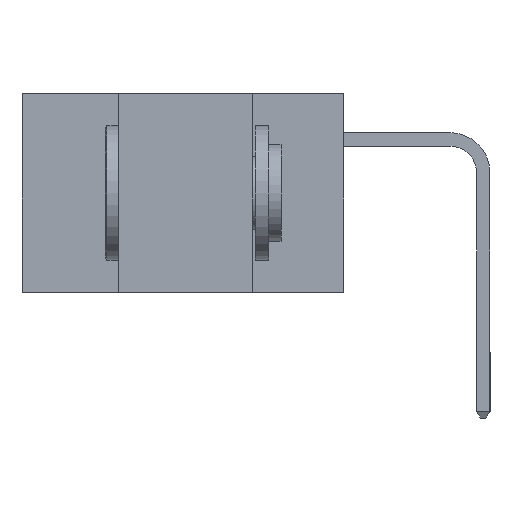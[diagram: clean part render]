
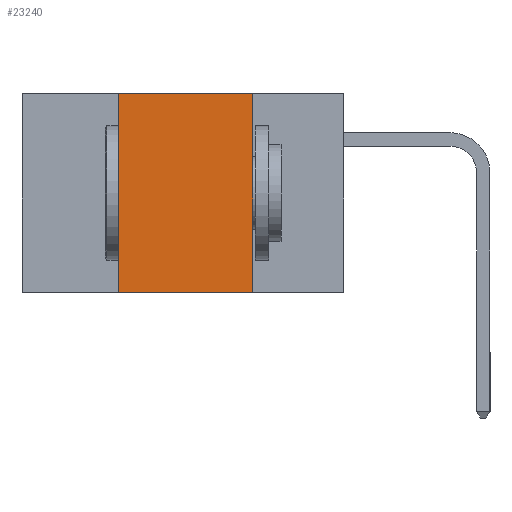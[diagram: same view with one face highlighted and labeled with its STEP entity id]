
A CAD part, left-side view. The second image highlights one B-rep face of the part: STEP entity #23240.
In plain terms, the highlighted planar face has unit normal (-1, 0, 0).
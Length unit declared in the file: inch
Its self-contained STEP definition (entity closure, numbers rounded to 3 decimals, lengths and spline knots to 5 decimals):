
#110 = PLANE ( 'NONE',  #10897 ) ;
#891 = VERTEX_POINT ( 'NONE', #19430 ) ;
#1124 = CARTESIAN_POINT ( 'NONE',  ( 0., 0.17, -0.37 ) ) ;
#2225 = FACE_OUTER_BOUND ( 'NONE', #17157, .T. ) ;
#3285 = LINE ( 'NONE', #13669, #16378 ) ;
#3291 = VERTEX_POINT ( 'NONE', #10617 ) ;
#5798 = CARTESIAN_POINT ( 'NONE',  ( 0., 0.6, -0.37 ) ) ;
#6509 = VECTOR ( 'NONE', #17239, 39.37008 ) ;
#7612 = EDGE_CURVE ( 'NONE', #891, #22545, #24149, .T. ) ;
#7761 = LINE ( 'NONE', #5798, #17567 ) ;
#8196 = CARTESIAN_POINT ( 'NONE',  ( 0., 0.42, -0.37 ) ) ;
#10617 = CARTESIAN_POINT ( 'NONE',  ( 0., 0.17, -0.37 ) ) ;
#10897 = AXIS2_PLACEMENT_3D ( 'NONE', #22521, #12113, #16450 ) ;
#10947 = EDGE_CURVE ( 'NONE', #22545, #15744, #3285, .T. ) ;
#11414 = LINE ( 'NONE', #1124, #6509 ) ;
#11866 = ORIENTED_EDGE ( 'NONE', *, *, #7612, .F. ) ;
#12113 = DIRECTION ( 'NONE',  ( 1., 0., 0. ) ) ;
#12948 = VECTOR ( 'NONE', #23764, 39.37008 ) ;
#13669 = CARTESIAN_POINT ( 'NONE',  ( 0., 0.6, 0. ) ) ;
#14829 = CARTESIAN_POINT ( 'NONE',  ( 0., 0.42, 0. ) ) ;
#15744 = VERTEX_POINT ( 'NONE', #21726 ) ;
#16312 = DIRECTION ( 'NONE',  ( 0., -1., 0. ) ) ;
#16378 = VECTOR ( 'NONE', #21204, 39.37008 ) ;
#16450 = DIRECTION ( 'NONE',  ( 0., 0., -1. ) ) ;
#16493 = EDGE_CURVE ( 'NONE', #15744, #3291, #11414, .T. ) ;
#17157 = EDGE_LOOP ( 'NONE', ( #19169, #25473, #11866, #20321 ) ) ;
#17239 = DIRECTION ( 'NONE',  ( 0., 0., -1. ) ) ;
#17567 = VECTOR ( 'NONE', #16312, 39.37008 ) ;
#19169 = ORIENTED_EDGE ( 'NONE', *, *, #16493, .F. ) ;
#19430 = CARTESIAN_POINT ( 'NONE',  ( 0., 0.42, -0.37 ) ) ;
#20321 = ORIENTED_EDGE ( 'NONE', *, *, #20695, .T. ) ;
#20695 = EDGE_CURVE ( 'NONE', #891, #3291, #7761, .T. ) ;
#21204 = DIRECTION ( 'NONE',  ( 0., -1., 0. ) ) ;
#21726 = CARTESIAN_POINT ( 'NONE',  ( 0., 0.17, 0. ) ) ;
#22521 = CARTESIAN_POINT ( 'NONE',  ( 0., 0.6, 0. ) ) ;
#22545 = VERTEX_POINT ( 'NONE', #14829 ) ;
#23240 = ADVANCED_FACE ( 'NONE', ( #2225 ), #110, .F. ) ;
#23764 = DIRECTION ( 'NONE',  ( 0., 0., 1. ) ) ;
#24149 = LINE ( 'NONE', #8196, #12948 ) ;
#25473 = ORIENTED_EDGE ( 'NONE', *, *, #10947, .F. ) ;
